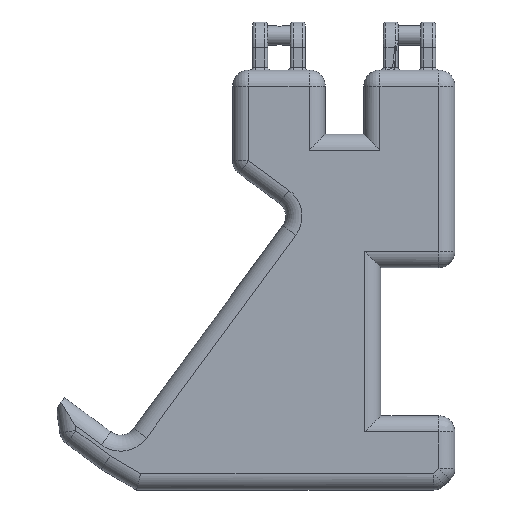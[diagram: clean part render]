
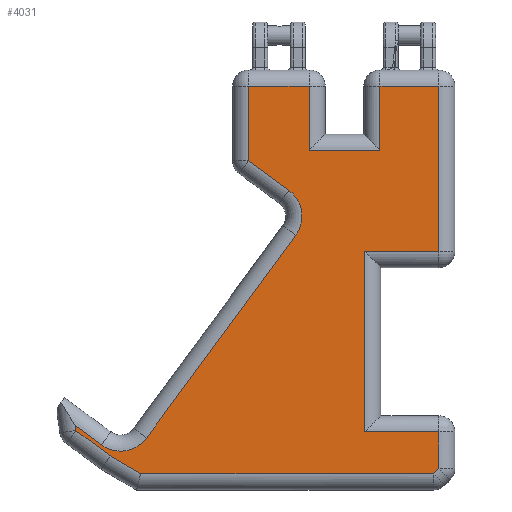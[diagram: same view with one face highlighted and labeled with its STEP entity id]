
A CAD part, top view. The second image highlights one B-rep face of the part: STEP entity #4031.
In plain terms, the highlighted planar face has unit normal (0, 0, 1).
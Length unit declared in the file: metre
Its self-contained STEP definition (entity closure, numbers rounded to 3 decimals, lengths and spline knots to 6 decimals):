
#425=LINE('',#6558,#692);
#426=LINE('',#6561,#693);
#427=LINE('',#6563,#694);
#428=LINE('',#6565,#695);
#429=LINE('',#6567,#696);
#430=LINE('',#6569,#697);
#431=LINE('',#6571,#698);
#432=LINE('',#6573,#699);
#433=LINE('',#6575,#700);
#434=LINE('',#6577,#701);
#435=LINE('',#6579,#702);
#436=LINE('',#6581,#703);
#437=LINE('',#6585,#704);
#438=LINE('',#6589,#705);
#439=LINE('',#6591,#706);
#440=LINE('',#6593,#707);
#441=LINE('',#6595,#708);
#442=LINE('',#6597,#709);
#443=LINE('',#6599,#710);
#692=VECTOR('',#5075,1.);
#693=VECTOR('',#5076,1.);
#694=VECTOR('',#5077,1.);
#695=VECTOR('',#5078,1.);
#696=VECTOR('',#5079,1.);
#697=VECTOR('',#5080,1.);
#698=VECTOR('',#5081,1.);
#699=VECTOR('',#5082,1.);
#700=VECTOR('',#5083,1.);
#701=VECTOR('',#5084,1.);
#702=VECTOR('',#5085,1.);
#703=VECTOR('',#5086,1.);
#704=VECTOR('',#5089,1.);
#705=VECTOR('',#5092,1.);
#706=VECTOR('',#5093,1.);
#707=VECTOR('',#5094,1.);
#708=VECTOR('',#5095,1.);
#709=VECTOR('',#5096,1.);
#710=VECTOR('',#5097,1.);
#1034=ORIENTED_EDGE('',*,*,#2244,.T.);
#1035=ORIENTED_EDGE('',*,*,#2245,.T.);
#1036=ORIENTED_EDGE('',*,*,#2246,.T.);
#1037=ORIENTED_EDGE('',*,*,#2247,.T.);
#1038=ORIENTED_EDGE('',*,*,#2248,.T.);
#1039=ORIENTED_EDGE('',*,*,#2249,.T.);
#1040=ORIENTED_EDGE('',*,*,#2250,.T.);
#1041=ORIENTED_EDGE('',*,*,#2251,.T.);
#1042=ORIENTED_EDGE('',*,*,#2252,.T.);
#1043=ORIENTED_EDGE('',*,*,#2253,.T.);
#1044=ORIENTED_EDGE('',*,*,#2254,.T.);
#1045=ORIENTED_EDGE('',*,*,#2255,.T.);
#1046=ORIENTED_EDGE('',*,*,#2256,.F.);
#1047=ORIENTED_EDGE('',*,*,#2257,.T.);
#1048=ORIENTED_EDGE('',*,*,#2258,.F.);
#1049=ORIENTED_EDGE('',*,*,#2259,.T.);
#1050=ORIENTED_EDGE('',*,*,#2260,.T.);
#1051=ORIENTED_EDGE('',*,*,#2261,.T.);
#1052=ORIENTED_EDGE('',*,*,#2262,.T.);
#1053=ORIENTED_EDGE('',*,*,#2263,.T.);
#1054=ORIENTED_EDGE('',*,*,#2264,.T.);
#2244=EDGE_CURVE('',#2844,#2845,#425,.T.);
#2245=EDGE_CURVE('',#2845,#2846,#426,.T.);
#2246=EDGE_CURVE('',#2846,#2847,#427,.T.);
#2247=EDGE_CURVE('',#2847,#2848,#428,.T.);
#2248=EDGE_CURVE('',#2848,#2849,#429,.T.);
#2249=EDGE_CURVE('',#2849,#2850,#430,.T.);
#2250=EDGE_CURVE('',#2850,#2851,#431,.F.);
#2251=EDGE_CURVE('',#2851,#2852,#432,.F.);
#2252=EDGE_CURVE('',#2852,#2853,#433,.F.);
#2253=EDGE_CURVE('',#2853,#2854,#434,.T.);
#2254=EDGE_CURVE('',#2854,#2855,#435,.T.);
#2255=EDGE_CURVE('',#2855,#2856,#436,.T.);
#2256=EDGE_CURVE('',#2857,#2856,#3084,.T.);
#2257=EDGE_CURVE('',#2857,#2858,#437,.T.);
#2258=EDGE_CURVE('',#2859,#2858,#3085,.T.);
#2259=EDGE_CURVE('',#2859,#2860,#438,.T.);
#2260=EDGE_CURVE('',#2860,#2861,#439,.F.);
#2261=EDGE_CURVE('',#2861,#2862,#440,.T.);
#2262=EDGE_CURVE('',#2862,#2863,#441,.T.);
#2263=EDGE_CURVE('',#2863,#2864,#442,.T.);
#2264=EDGE_CURVE('',#2864,#2844,#443,.F.);
#2844=VERTEX_POINT('',#6559);
#2845=VERTEX_POINT('',#6560);
#2846=VERTEX_POINT('',#6562);
#2847=VERTEX_POINT('',#6564);
#2848=VERTEX_POINT('',#6566);
#2849=VERTEX_POINT('',#6568);
#2850=VERTEX_POINT('',#6570);
#2851=VERTEX_POINT('',#6572);
#2852=VERTEX_POINT('',#6574);
#2853=VERTEX_POINT('',#6576);
#2854=VERTEX_POINT('',#6578);
#2855=VERTEX_POINT('',#6580);
#2856=VERTEX_POINT('',#6582);
#2857=VERTEX_POINT('',#6584);
#2858=VERTEX_POINT('',#6586);
#2859=VERTEX_POINT('',#6588);
#2860=VERTEX_POINT('',#6590);
#2861=VERTEX_POINT('',#6592);
#2862=VERTEX_POINT('',#6594);
#2863=VERTEX_POINT('',#6596);
#2864=VERTEX_POINT('',#6598);
#3084=CIRCLE('',#4363,0.006623);
#3085=CIRCLE('',#4364,0.006623);
#3317=EDGE_LOOP('',(#1034,#1035,#1036,#1037,#1038,#1039,#1040,#1041,#1042,
#1043,#1044,#1045,#1046,#1047,#1048,#1049,#1050,#1051,#1052,#1053,#1054));
#3643=FACE_BOUND('',#3317,.T.);
#3949=PLANE('',#4362);
#4031=ADVANCED_FACE('',(#3643),#3949,.T.);
#4362=AXIS2_PLACEMENT_3D('',#6557,#5073,#5074);
#4363=AXIS2_PLACEMENT_3D('',#6583,#5087,#5088);
#4364=AXIS2_PLACEMENT_3D('',#6587,#5090,#5091);
#5073=DIRECTION('',(0.,0.,1.));
#5074=DIRECTION('',(1.,0.,0.));
#5075=DIRECTION('',(0.,1.,0.));
#5076=DIRECTION('',(-1.,0.,0.));
#5077=DIRECTION('',(0.,1.,0.));
#5078=DIRECTION('',(1.,0.,0.));
#5079=DIRECTION('',(0.,1.,0.));
#5080=DIRECTION('',(-1.,0.,0.));
#5081=DIRECTION('',(0.,1.,0.));
#5082=DIRECTION('',(1.,0.,0.));
#5083=DIRECTION('',(0.,-1.,0.));
#5084=DIRECTION('',(-1.,0.,0.));
#5085=DIRECTION('',(0.,-1.,0.));
#5086=DIRECTION('',(0.805,-0.593,0.));
#5087=DIRECTION('',(0.,0.,1.));
#5088=DIRECTION('',(1.,0.,0.));
#5089=DIRECTION('',(-0.593,-0.805,0.));
#5090=DIRECTION('',(0.,0.,1.));
#5091=DIRECTION('',(1.,0.,0.));
#5092=DIRECTION('',(-0.805,0.593,0.));
#5093=DIRECTION('',(-0.151,0.989,0.));
#5094=DIRECTION('',(0.805,-0.593,0.));
#5095=DIRECTION('',(0.863,-0.506,0.));
#5096=DIRECTION('',(1.,0.,0.));
#5097=DIRECTION('',(-0.707,-0.707,0.));
#6557=CARTESIAN_POINT('',(0.023154,0.04318,0.01905));
#6558=CARTESIAN_POINT('',(0.062196,0.01524,0.01905));
#6559=CARTESIAN_POINT('',(0.062196,0.00442,0.01905));
#6560=CARTESIAN_POINT('',(0.062196,0.011938,0.01905));
#6561=CARTESIAN_POINT('',(0.050267,0.011938,0.01905));
#6562=CARTESIAN_POINT('',(0.046965,0.011938,0.01905));
#6563=CARTESIAN_POINT('',(0.046965,0.04572,0.01905));
#6564=CARTESIAN_POINT('',(0.046965,0.049022,0.01905));
#6565=CARTESIAN_POINT('',(0.062196,0.049022,0.01905));
#6566=CARTESIAN_POINT('',(0.062196,0.049022,0.01905));
#6567=CARTESIAN_POINT('',(0.062196,0.08636,0.01905));
#6568=CARTESIAN_POINT('',(0.062196,0.083049,0.01905));
#6569=CARTESIAN_POINT('',(0.046784,0.083049,0.01905));
#6570=CARTESIAN_POINT('',(0.050095,0.083049,0.01905));
#6571=CARTESIAN_POINT('',(0.050095,0.04318,0.01905));
#6572=CARTESIAN_POINT('',(0.050095,0.069861,0.01905));
#6573=CARTESIAN_POINT('',(0.023154,0.069861,0.01905));
#6574=CARTESIAN_POINT('',(0.035526,0.069861,0.01905));
#6575=CARTESIAN_POINT('',(0.035526,0.04318,0.01905));
#6576=CARTESIAN_POINT('',(0.035526,0.083049,0.01905));
#6577=CARTESIAN_POINT('',(0.019787,0.083049,0.01905));
#6578=CARTESIAN_POINT('',(0.023099,0.083049,0.01905));
#6579=CARTESIAN_POINT('',(0.023099,0.06604,0.01905));
#6580=CARTESIAN_POINT('',(0.023099,0.067715,0.01905));
#6581=CARTESIAN_POINT('',(0.034025,0.059676,0.01905));
#6582=CARTESIAN_POINT('',(0.031358,0.061638,0.01905));
#6583=CARTESIAN_POINT('',(0.027433,0.056304,0.01905));
#6584=CARTESIAN_POINT('',(0.032767,0.052379,0.01905));
#6585=CARTESIAN_POINT('',(0.000108,0.00799,0.01905));
#6586=CARTESIAN_POINT('',(0.002071,0.010657,0.01905));
#6587=CARTESIAN_POINT('',(-0.003264,0.014582,0.01905));
#6588=CARTESIAN_POINT('',(-0.007189,0.009248,0.01905));
#6589=CARTESIAN_POINT('',(-0.016797,0.016317,0.01905));
#6590=CARTESIAN_POINT('',(-0.012607,0.013234,0.01905));
#6591=CARTESIAN_POINT('',(-0.016252,0.037181,0.01905));
#6592=CARTESIAN_POINT('',(-0.012449,0.012197,0.01905));
#6593=CARTESIAN_POINT('',(-0.005236,0.006891,0.01905));
#6594=CARTESIAN_POINT('',(-0.005375,0.006992,0.01905));
#6595=CARTESIAN_POINT('',(0.001676,0.002856,0.01905));
#6596=CARTESIAN_POINT('',(0.0009,0.003311,0.01905));
#6597=CARTESIAN_POINT('',(0.062459,0.003311,0.01905));
#6598=CARTESIAN_POINT('',(0.061088,0.003311,0.01905));
#6599=CARTESIAN_POINT('',(0.062055,0.004279,0.01905));
